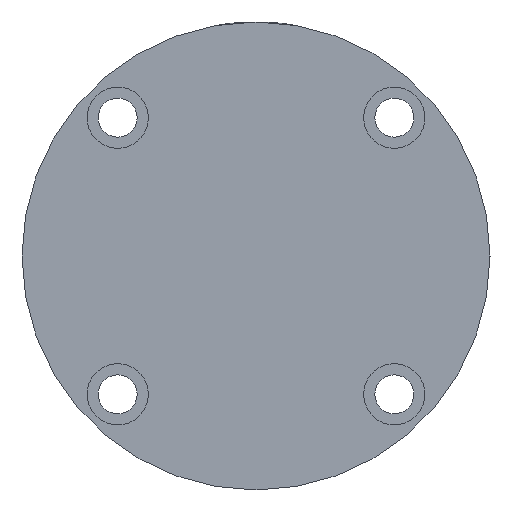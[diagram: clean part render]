
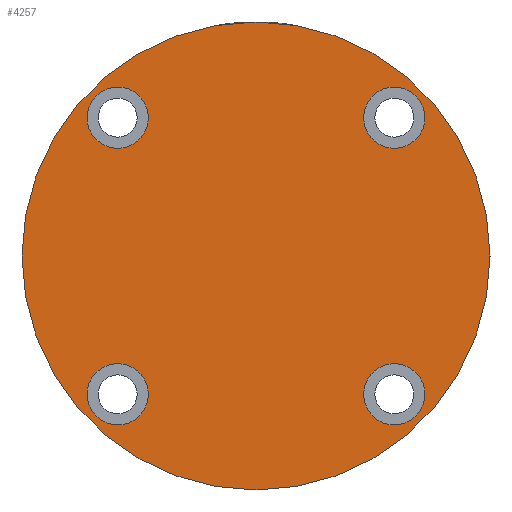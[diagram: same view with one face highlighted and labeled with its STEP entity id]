
A CAD part, left-side view. The second image highlights one B-rep face of the part: STEP entity #4257.
In plain terms, the highlighted face is planar.
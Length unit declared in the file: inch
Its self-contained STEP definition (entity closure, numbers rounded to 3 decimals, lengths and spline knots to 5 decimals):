
#15 = CARTESIAN_POINT ( 'NONE',  ( 0., 0.5, 1.31 ) ) ;
#25 = EDGE_CURVE ( 'NONE', #4035, #781, #4531, .T. ) ;
#206 = DIRECTION ( 'NONE',  ( 0., 0., 1. ) ) ;
#247 = DIRECTION ( 'NONE',  ( 0., 1., 0. ) ) ;
#276 = AXIS2_PLACEMENT_3D ( 'NONE', #1264, #3747, #1628 ) ;
#302 = ORIENTED_EDGE ( 'NONE', *, *, #2928, .F. ) ;
#332 = EDGE_CURVE ( 'NONE', #781, #4035, #3658, .T. ) ;
#340 = EDGE_LOOP ( 'NONE', ( #4228, #1643 ) ) ;
#357 = DIRECTION ( 'NONE',  ( 0., 1., 0. ) ) ;
#441 = EDGE_LOOP ( 'NONE', ( #2248, #4431 ) ) ;
#515 = CIRCLE ( 'NONE', #276, 0.1715 ) ;
#649 = VERTEX_POINT ( 'NONE', #1061 ) ;
#652 = EDGE_CURVE ( 'NONE', #950, #2067, #4535, .T. ) ;
#730 = CARTESIAN_POINT ( 'NONE',  ( 0.77428, 0.5, -0.77428 ) ) ;
#781 = VERTEX_POINT ( 'NONE', #2742 ) ;
#783 = DIRECTION ( 'NONE',  ( 0., 1., 0. ) ) ;
#799 = ORIENTED_EDGE ( 'NONE', *, *, #332, .T. ) ;
#814 = VERTEX_POINT ( 'NONE', #3472 ) ;
#885 = EDGE_CURVE ( 'NONE', #649, #814, #515, .T. ) ;
#950 = VERTEX_POINT ( 'NONE', #3408 ) ;
#954 = VERTEX_POINT ( 'NONE', #1647 ) ;
#1061 = CARTESIAN_POINT ( 'NONE',  ( -0.77428, 0.5, 0.60278 ) ) ;
#1075 = FACE_BOUND ( 'NONE', #340, .T. ) ;
#1079 = DIRECTION ( 'NONE',  ( 0., 0., 1. ) ) ;
#1129 = CIRCLE ( 'NONE', #3798, 0.1715 ) ;
#1225 = DIRECTION ( 'NONE',  ( 0., -1., 0. ) ) ;
#1264 = CARTESIAN_POINT ( 'NONE',  ( -0.77428, 0.5, 0.77428 ) ) ;
#1436 = CARTESIAN_POINT ( 'NONE',  ( -0.77428, 0.5, -0.77428 ) ) ;
#1441 = EDGE_CURVE ( 'NONE', #2362, #1744, #2949, .T. ) ;
#1628 = DIRECTION ( 'NONE',  ( 0., 0., 1. ) ) ;
#1643 = ORIENTED_EDGE ( 'NONE', *, *, #2240, .F. ) ;
#1647 = CARTESIAN_POINT ( 'NONE',  ( 0.77428, 0.5, 0.60278 ) ) ;
#1678 = DIRECTION ( 'NONE',  ( 0., 1., 0. ) ) ;
#1694 = CARTESIAN_POINT ( 'NONE',  ( -0.77428, 0.5, -0.94578 ) ) ;
#1744 = VERTEX_POINT ( 'NONE', #1694 ) ;
#1755 = ORIENTED_EDGE ( 'NONE', *, *, #652, .F. ) ;
#1791 = DIRECTION ( 'NONE',  ( 0., 0., 1. ) ) ;
#1806 = FACE_OUTER_BOUND ( 'NONE', #2276, .T. ) ;
#1892 = CARTESIAN_POINT ( 'NONE',  ( 0.77428, 0.5, -0.94578 ) ) ;
#1898 = AXIS2_PLACEMENT_3D ( 'NONE', #3794, #1678, #4144 ) ;
#1899 = EDGE_LOOP ( 'NONE', ( #1755, #3722 ) ) ;
#1907 = EDGE_LOOP ( 'NONE', ( #302, #4361 ) ) ;
#1929 = PLANE ( 'NONE',  #4575 ) ;
#2009 = CARTESIAN_POINT ( 'NONE',  ( 0.77428, 0.5, -0.77428 ) ) ;
#2034 = FACE_BOUND ( 'NONE', #1899, .T. ) ;
#2067 = VERTEX_POINT ( 'NONE', #1892 ) ;
#2092 = CIRCLE ( 'NONE', #1898, 0.1715 ) ;
#2097 = DIRECTION ( 'NONE',  ( 0., 0., 1. ) ) ;
#2136 = DIRECTION ( 'NONE',  ( 0., 1., 0. ) ) ;
#2240 = EDGE_CURVE ( 'NONE', #954, #3850, #1129, .T. ) ;
#2248 = ORIENTED_EDGE ( 'NONE', *, *, #1441, .F. ) ;
#2276 = EDGE_LOOP ( 'NONE', ( #4331, #799 ) ) ;
#2352 = DIRECTION ( 'NONE',  ( 0., 1., 0. ) ) ;
#2362 = VERTEX_POINT ( 'NONE', #4202 ) ;
#2381 = DIRECTION ( 'NONE',  ( 0., 0., 1. ) ) ;
#2394 = CARTESIAN_POINT ( 'NONE',  ( 0.77428, 0.5, 0.77428 ) ) ;
#2504 = CARTESIAN_POINT ( 'NONE',  ( 0., 0.5, 0. ) ) ;
#2598 = CIRCLE ( 'NONE', #4239, 0.1715 ) ;
#2742 = CARTESIAN_POINT ( 'NONE',  ( 0., 0.5, -1.31 ) ) ;
#2753 = DIRECTION ( 'NONE',  ( 0., 0., 1. ) ) ;
#2772 = FACE_BOUND ( 'NONE', #441, .T. ) ;
#2837 = CIRCLE ( 'NONE', #3544, 0.1715 ) ;
#2861 = DIRECTION ( 'NONE',  ( 0., 0., 1. ) ) ;
#2928 = EDGE_CURVE ( 'NONE', #814, #649, #2837, .T. ) ;
#2935 = CARTESIAN_POINT ( 'NONE',  ( 0., 0.5, 0. ) ) ;
#2937 = EDGE_CURVE ( 'NONE', #1744, #2362, #2598, .T. ) ;
#2949 = CIRCLE ( 'NONE', #3224, 0.1715 ) ;
#3224 = AXIS2_PLACEMENT_3D ( 'NONE', #4441, #2352, #206 ) ;
#3231 = DIRECTION ( 'NONE',  ( 0., 1., 0. ) ) ;
#3268 = AXIS2_PLACEMENT_3D ( 'NONE', #2935, #783, #3290 ) ;
#3282 = CIRCLE ( 'NONE', #3284, 0.1715 ) ;
#3284 = AXIS2_PLACEMENT_3D ( 'NONE', #2009, #4461, #2381 ) ;
#3290 = DIRECTION ( 'NONE',  ( 0., 0., 1. ) ) ;
#3378 = CARTESIAN_POINT ( 'NONE',  ( 0., 0.5, 0. ) ) ;
#3408 = CARTESIAN_POINT ( 'NONE',  ( 0.77428, 0.5, -0.60278 ) ) ;
#3410 = AXIS2_PLACEMENT_3D ( 'NONE', #2504, #357, #2861 ) ;
#3472 = CARTESIAN_POINT ( 'NONE',  ( -0.77428, 0.5, 0.94578 ) ) ;
#3544 = AXIS2_PLACEMENT_3D ( 'NONE', #4249, #2136, #2097 ) ;
#3574 = EDGE_CURVE ( 'NONE', #2067, #950, #3282, .T. ) ;
#3658 = CIRCLE ( 'NONE', #3410, 1.31 ) ;
#3684 = FACE_BOUND ( 'NONE', #1907, .T. ) ;
#3709 = DIRECTION ( 'NONE',  ( 0., 0., -1. ) ) ;
#3722 = ORIENTED_EDGE ( 'NONE', *, *, #3574, .F. ) ;
#3747 = DIRECTION ( 'NONE',  ( 0., 1., 0. ) ) ;
#3778 = AXIS2_PLACEMENT_3D ( 'NONE', #730, #3231, #1079 ) ;
#3794 = CARTESIAN_POINT ( 'NONE',  ( 0.77428, 0.5, 0.77428 ) ) ;
#3798 = AXIS2_PLACEMENT_3D ( 'NONE', #2394, #247, #2753 ) ;
#3850 = VERTEX_POINT ( 'NONE', #4415 ) ;
#3911 = DIRECTION ( 'NONE',  ( 0., 1., 0. ) ) ;
#3945 = EDGE_CURVE ( 'NONE', #3850, #954, #2092, .T. ) ;
#4035 = VERTEX_POINT ( 'NONE', #15 ) ;
#4144 = DIRECTION ( 'NONE',  ( 0., 0., 1. ) ) ;
#4202 = CARTESIAN_POINT ( 'NONE',  ( -0.77428, 0.5, -0.60278 ) ) ;
#4228 = ORIENTED_EDGE ( 'NONE', *, *, #3945, .F. ) ;
#4239 = AXIS2_PLACEMENT_3D ( 'NONE', #1436, #3911, #1791 ) ;
#4249 = CARTESIAN_POINT ( 'NONE',  ( -0.77428, 0.5, 0.77428 ) ) ;
#4257 = ADVANCED_FACE ( 'PLANAR_0', ( #2772, #2034, #1075, #3684, #1806 ), #1929, .F. ) ;
#4331 = ORIENTED_EDGE ( 'NONE', *, *, #25, .T. ) ;
#4361 = ORIENTED_EDGE ( 'NONE', *, *, #885, .F. ) ;
#4415 = CARTESIAN_POINT ( 'NONE',  ( 0.77428, 0.5, 0.94578 ) ) ;
#4431 = ORIENTED_EDGE ( 'NONE', *, *, #2937, .F. ) ;
#4441 = CARTESIAN_POINT ( 'NONE',  ( -0.77428, 0.5, -0.77428 ) ) ;
#4461 = DIRECTION ( 'NONE',  ( 0., 1., 0. ) ) ;
#4531 = CIRCLE ( 'NONE', #3268, 1.31 ) ;
#4535 = CIRCLE ( 'NONE', #3778, 0.1715 ) ;
#4575 = AXIS2_PLACEMENT_3D ( 'NONE', #3378, #1225, #3709 ) ;
